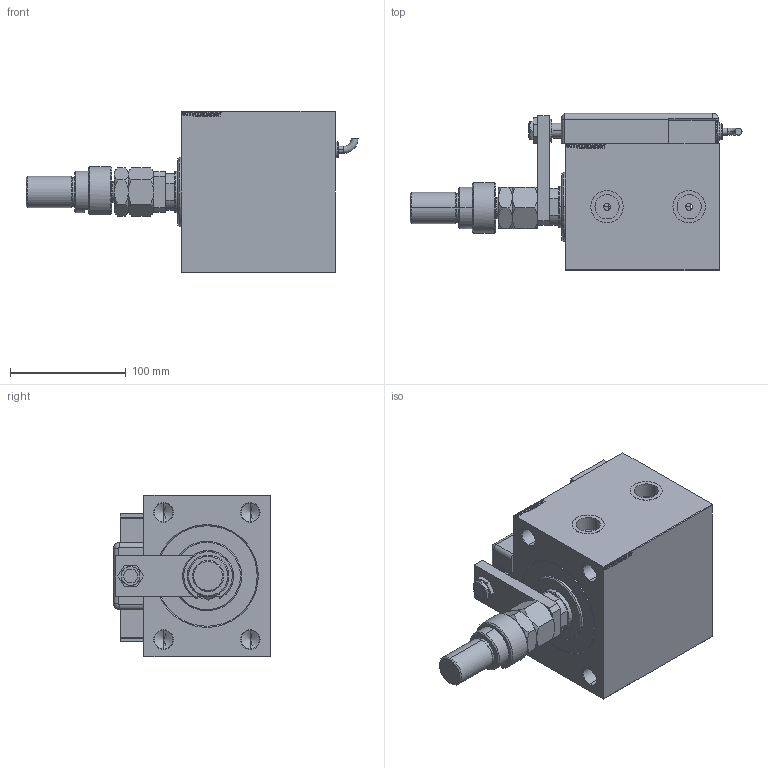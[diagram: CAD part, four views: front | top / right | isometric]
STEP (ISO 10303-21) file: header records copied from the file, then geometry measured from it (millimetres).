
FILE_DESCRIPTION (( 'STEP AP203' ), '1' );
FILE_NAME ('5adc.STEP', '2021-03-18T16:25:01', ( '' ), ( '' ), 'SwSTEP 2.0', 'SolidWorks 2019', '' );
FILE_SCHEMA (( 'CONFIG_CONTROL_DESIGN' ));
Length unit declared in the file: millimetre
Products named in the file (16): MFA e1fc9b08d6d3d1df9117a5cc283e5d9b; V450CM_VC_B e1fc9b08d6d3d1df9117a5cc283e5d9b; KRYT e1fc9b08d6d3d1df9117a5cc283e5d9b; V450CM_B_VCP e1fc9b08d6d3d1df9117a5cc283e5d9b; NUT_D13 e1fc9b08d6d3d1df9117a5cc283e5d9b; 5adc; NUT_D19 e1fc9b08d6d3d1df9117a5cc283e5d9b; ZARAZKA_Q e1fc9b08d6d3d1df9117a5cc283e5d9b; FEMALE_PART_FOR_DFA e1fc9b08d6d3d1df9117a5cc283e5d9b; SWITCH_Q_FRONT_BACK e1fc9b08d6d3d1df9117a5cc283e5d9b; SWITCH Q e1fc9b08d6d3d1df9117a5cc283e5d9b; SWITCH DIM A_G e1fc9b08d6d3d1df9117a5cc283e5d9b; Q_T_W_DFA e1fc9b08d6d3d1df9117a5cc283e5d9b; TYC e1fc9b08d6d3d1df9117a5cc283e5d9b; MAGNETIC SWITCH Q e1fc9b08d6d3d1df9117a5cc283e5d9b; V450CM_B e1fc9b08d6d3d1df9117a5cc283e5d9b
Assembly tree (16 placements, depth 3):
  5adc
    V450CM_B e1fc9b08d6d3d1df9117a5cc283e5d9b
    V450CM_B_VCP e1fc9b08d6d3d1df9117a5cc283e5d9b
    V450CM_VC_B e1fc9b08d6d3d1df9117a5cc283e5d9b
    MAGNETIC SWITCH Q e1fc9b08d6d3d1df9117a5cc283e5d9b
      SWITCH_Q_FRONT_BACK e1fc9b08d6d3d1df9117a5cc283e5d9b
      TYC e1fc9b08d6d3d1df9117a5cc283e5d9b
      ZARAZKA_Q e1fc9b08d6d3d1df9117a5cc283e5d9b
      SWITCH DIM A_G e1fc9b08d6d3d1df9117a5cc283e5d9b
      NUT_D19 e1fc9b08d6d3d1df9117a5cc283e5d9b
      NUT_D13 e1fc9b08d6d3d1df9117a5cc283e5d9b
      KRYT e1fc9b08d6d3d1df9117a5cc283e5d9b
      SWITCH Q e1fc9b08d6d3d1df9117a5cc283e5d9b  x2
    Q_T_W_DFA e1fc9b08d6d3d1df9117a5cc283e5d9b
      FEMALE_PART_FOR_DFA e1fc9b08d6d3d1df9117a5cc283e5d9b
      MFA e1fc9b08d6d3d1df9117a5cc283e5d9b
Bounding box: 287.26 x 135.8 x 140 mm (x, y, z)
Volume: 2084414.1 mm3; surface area: 283564.5 mm2
Topology: 15 solids, 15 shells, 1366 faces, 3433 edges, 2231 vertices
Faces by surface type: plane 641, bspline 471, cylinder 132, cone 94, torus 26, sphere 2
Entity records: 63615 total; most frequent: CARTESIAN_POINT 33214, ORIENTED_EDGE 6638, DIRECTION 4405, EDGE_CURVE 3319, VERTEX_POINT 2171, VECTOR 1925, LINE 1925, EDGE_LOOP 1500
